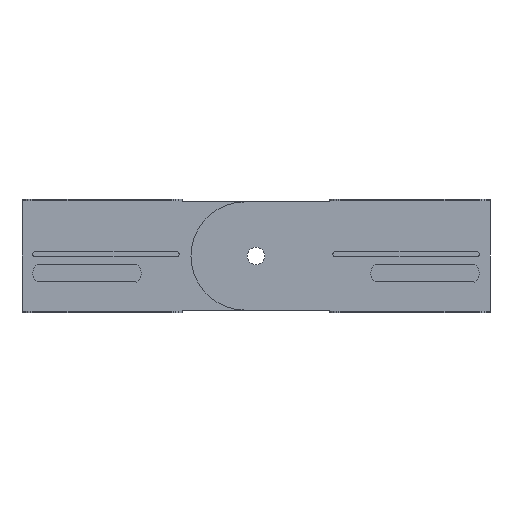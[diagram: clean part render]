
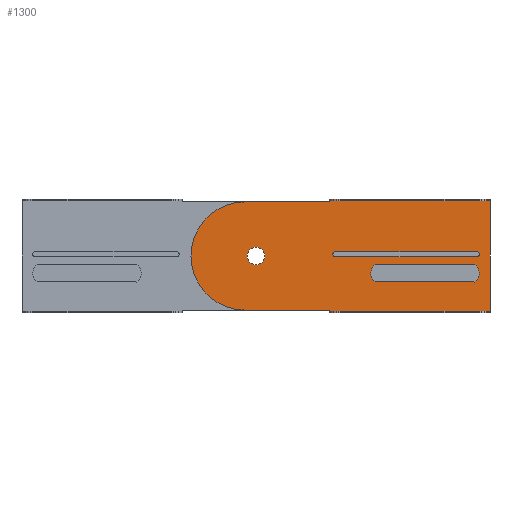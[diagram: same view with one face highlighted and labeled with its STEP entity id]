
A CAD part, front view. The second image highlights one B-rep face of the part: STEP entity #1300.
In plain terms, the highlighted planar face has unit normal (0, -1, 0).
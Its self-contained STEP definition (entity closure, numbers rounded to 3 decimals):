
#42=FACE_BOUND('',#139,.T.);
#76=FACE_OUTER_BOUND('',#138,.T.);
#138=EDGE_LOOP('',(#945,#946,#947,#948,#949,#950,#951,#952));
#139=EDGE_LOOP('',(#953));
#215=CIRCLE('',#1404,25.);
#216=CIRCLE('',#1405,4.);
#283=LINE('',#1983,#419);
#284=LINE('',#1986,#420);
#285=LINE('',#1988,#421);
#286=LINE('',#1990,#422);
#287=LINE('',#1992,#423);
#288=LINE('',#1996,#424);
#289=LINE('',#1997,#425);
#419=VECTOR('',#1567,1.);
#420=VECTOR('',#1570,1.);
#421=VECTOR('',#1571,1.);
#422=VECTOR('',#1572,1.);
#423=VECTOR('',#1573,1.);
#424=VECTOR('',#1576,1.);
#425=VECTOR('',#1577,1.);
#561=VERTEX_POINT('',#1973);
#565=VERTEX_POINT('',#1981);
#566=VERTEX_POINT('',#1985);
#567=VERTEX_POINT('',#1987);
#568=VERTEX_POINT('',#1989);
#569=VERTEX_POINT('',#1991);
#570=VERTEX_POINT('',#1993);
#571=VERTEX_POINT('',#1995);
#572=VERTEX_POINT('',#1998);
#734=EDGE_CURVE('',#565,#561,#283,.T.);
#735=EDGE_CURVE('',#565,#566,#284,.F.);
#736=EDGE_CURVE('',#567,#566,#285,.T.);
#737=EDGE_CURVE('',#568,#567,#286,.T.);
#738=EDGE_CURVE('',#569,#568,#287,.T.);
#739=EDGE_CURVE('',#569,#570,#215,.T.);
#740=EDGE_CURVE('',#570,#571,#288,.T.);
#741=EDGE_CURVE('',#571,#561,#289,.T.);
#742=EDGE_CURVE('',#572,#572,#216,.T.);
#945=ORIENTED_EDGE('',*,*,#734,.F.);
#946=ORIENTED_EDGE('',*,*,#735,.T.);
#947=ORIENTED_EDGE('',*,*,#736,.F.);
#948=ORIENTED_EDGE('',*,*,#737,.F.);
#949=ORIENTED_EDGE('',*,*,#738,.F.);
#950=ORIENTED_EDGE('',*,*,#739,.T.);
#951=ORIENTED_EDGE('',*,*,#740,.T.);
#952=ORIENTED_EDGE('',*,*,#741,.T.);
#953=ORIENTED_EDGE('',*,*,#742,.T.);
#1257=PLANE('',#1403);
#1300=ADVANCED_FACE('',(#76,#42),#1257,.T.);
#1403=AXIS2_PLACEMENT_3D('',#1984,#1568,#1569);
#1404=AXIS2_PLACEMENT_3D('',#1994,#1574,#1575);
#1405=AXIS2_PLACEMENT_3D('',#1999,#1578,#1579);
#1567=DIRECTION('',(-1.,0.,0.));
#1568=DIRECTION('center_axis',(0.,-1.,0.));
#1569=DIRECTION('ref_axis',(0.,0.,-1.));
#1570=DIRECTION('',(0.,0.,-1.));
#1571=DIRECTION('',(1.,0.,0.));
#1572=DIRECTION('',(0.,0.,1.));
#1573=DIRECTION('',(1.,0.,0.));
#1574=DIRECTION('center_axis',(0.,-1.,0.));
#1575=DIRECTION('ref_axis',(0.,0.,1.));
#1576=DIRECTION('',(1.,0.,0.));
#1577=DIRECTION('',(0.,0.,-1.));
#1578=DIRECTION('center_axis',(0.,1.,0.));
#1579=DIRECTION('ref_axis',(0.707,0.,0.707));
#1973=CARTESIAN_POINT('',(129.78,-17.579,-25.5));
#1981=CARTESIAN_POINT('',(203.78,-17.579,-25.5));
#1983=CARTESIAN_POINT('',(134.78,-17.579,-25.5));
#1984=CARTESIAN_POINT('Origin',(134.78,-17.579,25.));
#1985=CARTESIAN_POINT('',(203.78,-17.579,25.5));
#1986=CARTESIAN_POINT('',(203.78,-17.579,0.));
#1987=CARTESIAN_POINT('',(129.78,-17.579,25.5));
#1988=CARTESIAN_POINT('',(134.78,-17.579,25.5));
#1989=CARTESIAN_POINT('',(129.78,-17.579,25.));
#1990=CARTESIAN_POINT('',(129.78,-17.579,25.625));
#1991=CARTESIAN_POINT('',(90.78,-17.579,25.));
#1992=CARTESIAN_POINT('',(110.28,-17.579,25.));
#1993=CARTESIAN_POINT('',(90.78,-17.579,-25.));
#1994=CARTESIAN_POINT('Origin',(90.78,-17.579,0.));
#1995=CARTESIAN_POINT('',(129.78,-17.579,-25.));
#1996=CARTESIAN_POINT('',(110.28,-17.579,-25.));
#1997=CARTESIAN_POINT('',(129.78,-17.579,-0.625));
#1998=CARTESIAN_POINT('',(92.951,-17.579,-2.828));
#1999=CARTESIAN_POINT('Origin',(95.78,-17.579,0.));
